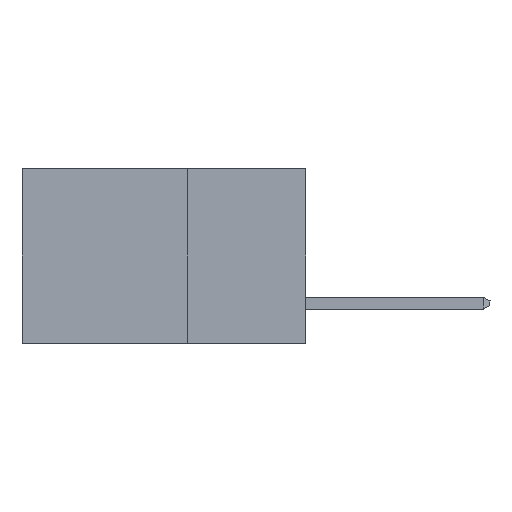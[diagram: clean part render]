
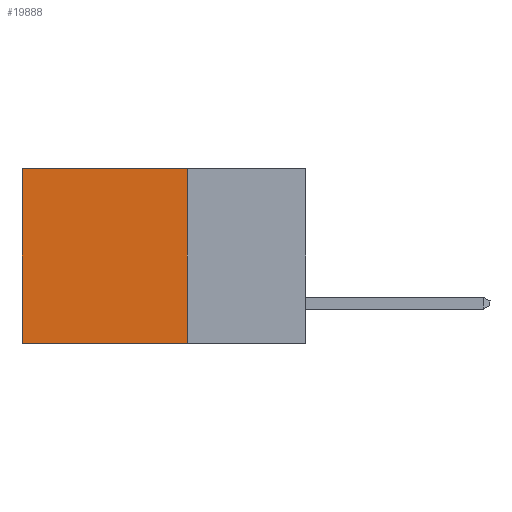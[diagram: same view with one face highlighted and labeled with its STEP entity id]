
A CAD part, left-side view. The second image highlights one B-rep face of the part: STEP entity #19888.
In plain terms, the highlighted planar face has unit normal (-1, 0, 0).
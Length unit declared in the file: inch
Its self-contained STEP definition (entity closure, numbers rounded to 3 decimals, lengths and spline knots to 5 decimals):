
#659 = VECTOR ( 'NONE', #14066, 39.37008 ) ;
#987 = CARTESIAN_POINT ( 'NONE',  ( 0.298, 0.25, 0. ) ) ;
#1967 = LINE ( 'NONE', #5085, #2559 ) ;
#2559 = VECTOR ( 'NONE', #8859, 39.37008 ) ;
#3565 = DIRECTION ( 'NONE',  ( 0., 1., 0. ) ) ;
#4210 = LINE ( 'NONE', #6456, #659 ) ;
#4430 = ORIENTED_EDGE ( 'NONE', *, *, #9590, .T. ) ;
#4676 = FACE_OUTER_BOUND ( 'NONE', #23309, .T. ) ;
#4703 = LINE ( 'NONE', #5368, #19161 ) ;
#5085 = CARTESIAN_POINT ( 'NONE',  ( 0.298, 0.25, 0. ) ) ;
#5368 = CARTESIAN_POINT ( 'NONE',  ( 0.298, 0.25, 0. ) ) ;
#6120 = CARTESIAN_POINT ( 'NONE',  ( 0.298, 0.6, 0. ) ) ;
#6295 = DIRECTION ( 'NONE',  ( 0., 0., -1. ) ) ;
#6456 = CARTESIAN_POINT ( 'NONE',  ( 0.298, 0.6, 0. ) ) ;
#6696 = LINE ( 'NONE', #7342, #17651 ) ;
#7342 = CARTESIAN_POINT ( 'NONE',  ( 0.298, 0.25, -0.37 ) ) ;
#7668 = ORIENTED_EDGE ( 'NONE', *, *, #13970, .F. ) ;
#7786 = DIRECTION ( 'NONE',  ( 1., 0., 0. ) ) ;
#8859 = DIRECTION ( 'NONE',  ( 0., 0., -1. ) ) ;
#9590 = EDGE_CURVE ( 'NONE', #14558, #14028, #4210, .T. ) ;
#9857 = ORIENTED_EDGE ( 'NONE', *, *, #13045, .F. ) ;
#13045 = EDGE_CURVE ( 'NONE', #15154, #13942, #1967, .T. ) ;
#13942 = VERTEX_POINT ( 'NONE', #15135 ) ;
#13970 = EDGE_CURVE ( 'NONE', #13942, #14028, #6696, .T. ) ;
#14028 = VERTEX_POINT ( 'NONE', #20573 ) ;
#14066 = DIRECTION ( 'NONE',  ( 0., 0., -1. ) ) ;
#14558 = VERTEX_POINT ( 'NONE', #6120 ) ;
#14988 = CARTESIAN_POINT ( 'NONE',  ( 0.298, 0.25, 0. ) ) ;
#15135 = CARTESIAN_POINT ( 'NONE',  ( 0.298, 0.25, -0.37 ) ) ;
#15154 = VERTEX_POINT ( 'NONE', #987 ) ;
#16398 = AXIS2_PLACEMENT_3D ( 'NONE', #14988, #7786, #6295 ) ;
#17651 = VECTOR ( 'NONE', #3565, 39.37008 ) ;
#18196 = PLANE ( 'NONE',  #16398 ) ;
#18854 = EDGE_CURVE ( 'NONE', #15154, #14558, #4703, .T. ) ;
#19161 = VECTOR ( 'NONE', #22229, 39.37008 ) ;
#19888 = ADVANCED_FACE ( 'NONE', ( #4676 ), #18196, .F. ) ;
#20573 = CARTESIAN_POINT ( 'NONE',  ( 0.298, 0.6, -0.37 ) ) ;
#21051 = ORIENTED_EDGE ( 'NONE', *, *, #18854, .T. ) ;
#22229 = DIRECTION ( 'NONE',  ( 0., 1., 0. ) ) ;
#23309 = EDGE_LOOP ( 'NONE', ( #4430, #7668, #9857, #21051 ) ) ;
